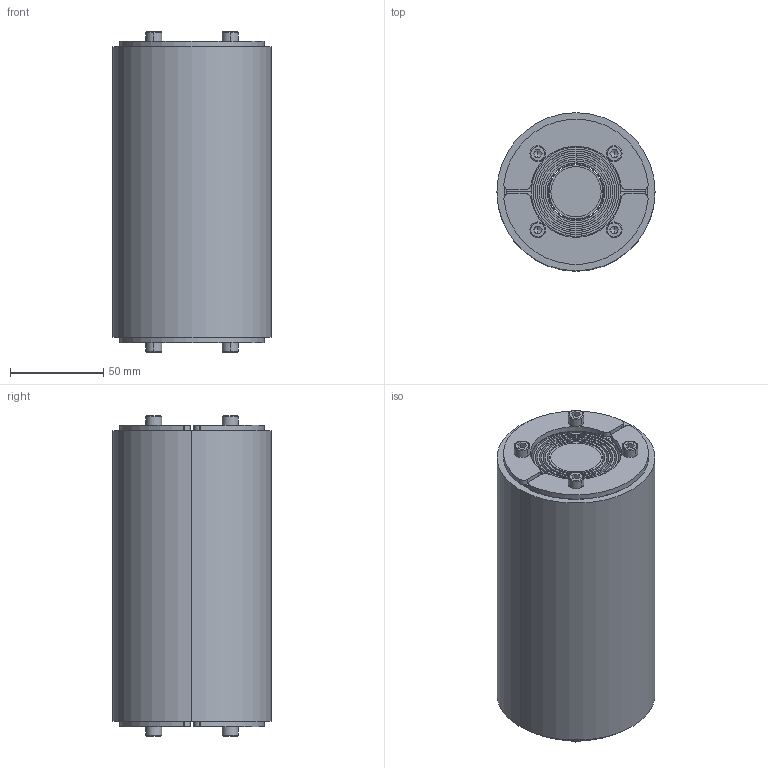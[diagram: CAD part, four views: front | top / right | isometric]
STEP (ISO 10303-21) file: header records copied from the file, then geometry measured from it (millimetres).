
FILE_DESCRIPTION((''),'2;1');
FILE_NAME('PPS CRS 75.stp','2005-03-23T15:52:49',(''),(''),'Mechanical Desktop 2005','Mechanical Desktop 2005',', , ');
FILE_SCHEMA(('CONFIG_CONTROL_DESIGN'));
Length unit declared in the file: millimetre
Products named in the file (13): DRAWING22; PART1; RS75A; HALF; FRONT; ~PART1; REAR; CYLINDER HEAD CAP SCREW - DIN 912 - M5 X 45; CORE; PART2; RS75; A4-SLOGO; DIN912_MC6S_M5x80
Assembly tree (17 placements, depth 4):
  DRAWING22
    PART1
    RS75A  x2
      HALF
        FRONT
        ~PART1
        REAR
        CYLINDER HEAD CAP SCREW - DIN 912 - M5 X 45  x2
      CORE
    PART2
    RS75
      A4-SLOGO  x3
      DIN912_MC6S_M5x80
Bounding box: 85 x 85 x 172 mm (x, y, z)
Volume: 565515.5 mm3; surface area: 272874.7 mm2
Topology: 44 solids, 44 shells, 500 faces, 1164 edges, 762 vertices
Faces by surface type: cylinder 220, plane 216, cone 48, bspline 16
Entity records: 3586 total; most frequent: CARTESIAN_POINT 657, DIRECTION 624, ORIENTED_EDGE 506, EDGE_CURVE 253, AXIS2_PLACEMENT_3D 251, VERTEX_POINT 168, EDGE_LOOP 131, CIRCLE 123
